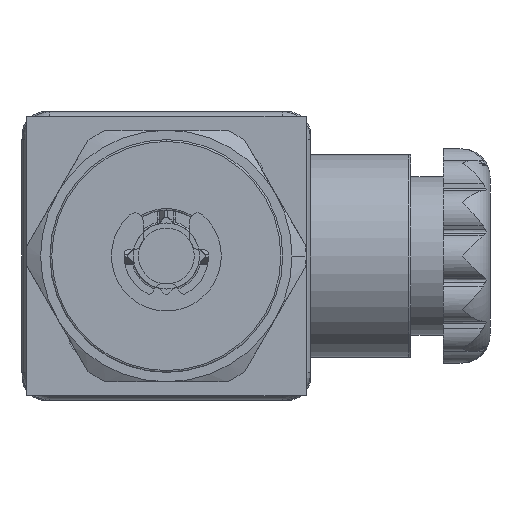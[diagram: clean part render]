
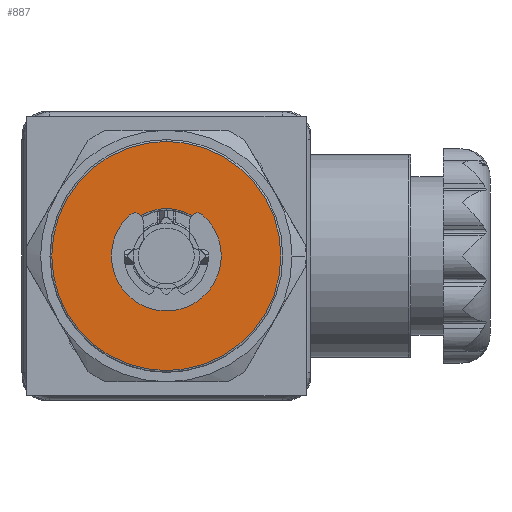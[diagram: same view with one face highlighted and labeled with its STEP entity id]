
A CAD part, front view. The second image highlights one B-rep face of the part: STEP entity #887.
In plain terms, the highlighted planar face has unit normal (0, -1, 0).
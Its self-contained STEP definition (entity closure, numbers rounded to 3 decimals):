
#528 = DIRECTION ( 'NONE',  ( 0., 0., 1. ) ) ;
#887 = ADVANCED_FACE ( 'NONE', ( #23868, #3483 ), #8445, .F. ) ;
#1116 = AXIS2_PLACEMENT_3D ( 'NONE', #6121, #21857, #14878 ) ;
#1720 = CARTESIAN_POINT ( 'NONE',  ( 0., -311.3, -12.3 ) ) ;
#2186 = EDGE_LOOP ( 'NONE', ( #26938, #28637 ) ) ;
#2331 = CARTESIAN_POINT ( 'NONE',  ( 0., -311.3, 0. ) ) ;
#2834 = DIRECTION ( 'NONE',  ( 0., 0., 1. ) ) ;
#3361 = EDGE_CURVE ( 'NONE', #22439, #8765, #26855, .T. ) ;
#3483 = FACE_OUTER_BOUND ( 'NONE', #2186, .T. ) ;
#4205 = ORIENTED_EDGE ( 'NONE', *, *, #21503, .T. ) ;
#4835 = CIRCLE ( 'NONE', #11982, 5.1 ) ;
#5630 = CARTESIAN_POINT ( 'NONE',  ( 0., -311.3, -5.1 ) ) ;
#6121 = CARTESIAN_POINT ( 'NONE',  ( 0., -311.3, 0. ) ) ;
#7574 = CIRCLE ( 'NONE', #23704, 5.1 ) ;
#8083 = DIRECTION ( 'NONE',  ( 0., 0., 1. ) ) ;
#8233 = DIRECTION ( 'NONE',  ( 0., 1., 0. ) ) ;
#8292 = DIRECTION ( 'NONE',  ( 0., 0., 1. ) ) ;
#8445 = PLANE ( 'NONE',  #8592 ) ;
#8571 = EDGE_CURVE ( 'NONE', #8765, #22439, #26815, .T. ) ;
#8592 = AXIS2_PLACEMENT_3D ( 'NONE', #19558, #24312, #8292 ) ;
#8765 = VERTEX_POINT ( 'NONE', #22368 ) ;
#9674 = ORIENTED_EDGE ( 'NONE', *, *, #28163, .T. ) ;
#11982 = AXIS2_PLACEMENT_3D ( 'NONE', #23220, #13879, #2834 ) ;
#13879 = DIRECTION ( 'NONE',  ( 0., 1., 0. ) ) ;
#14526 = VERTEX_POINT ( 'NONE', #29349 ) ;
#14878 = DIRECTION ( 'NONE',  ( 0., 0., 1. ) ) ;
#15066 = CARTESIAN_POINT ( 'NONE',  ( 0., -311.3, 0. ) ) ;
#16386 = AXIS2_PLACEMENT_3D ( 'NONE', #2331, #20471, #528 ) ;
#17508 = VERTEX_POINT ( 'NONE', #5630 ) ;
#17628 = EDGE_LOOP ( 'NONE', ( #4205, #9674 ) ) ;
#19558 = CARTESIAN_POINT ( 'NONE',  ( 4.9, -311.3, 0. ) ) ;
#20471 = DIRECTION ( 'NONE',  ( 0., -1., 0. ) ) ;
#21503 = EDGE_CURVE ( 'NONE', #14526, #17508, #4835, .T. ) ;
#21857 = DIRECTION ( 'NONE',  ( 0., -1., 0. ) ) ;
#22368 = CARTESIAN_POINT ( 'NONE',  ( 0., -311.3, 12.3 ) ) ;
#22439 = VERTEX_POINT ( 'NONE', #1720 ) ;
#23220 = CARTESIAN_POINT ( 'NONE',  ( 0., -311.3, 0. ) ) ;
#23704 = AXIS2_PLACEMENT_3D ( 'NONE', #15066, #8233, #8083 ) ;
#23868 = FACE_BOUND ( 'NONE', #17628, .T. ) ;
#24312 = DIRECTION ( 'NONE',  ( 0., 1., 0. ) ) ;
#26815 = CIRCLE ( 'NONE', #1116, 12.3 ) ;
#26855 = CIRCLE ( 'NONE', #16386, 12.3 ) ;
#26938 = ORIENTED_EDGE ( 'NONE', *, *, #8571, .T. ) ;
#28163 = EDGE_CURVE ( 'NONE', #17508, #14526, #7574, .T. ) ;
#28637 = ORIENTED_EDGE ( 'NONE', *, *, #3361, .T. ) ;
#29349 = CARTESIAN_POINT ( 'NONE',  ( 0., -311.3, 5.1 ) ) ;
